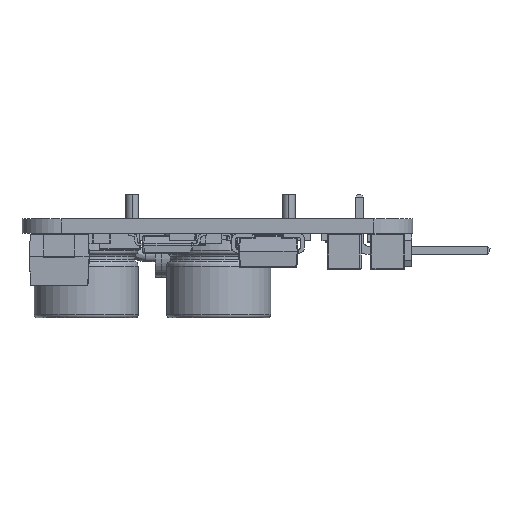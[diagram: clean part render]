
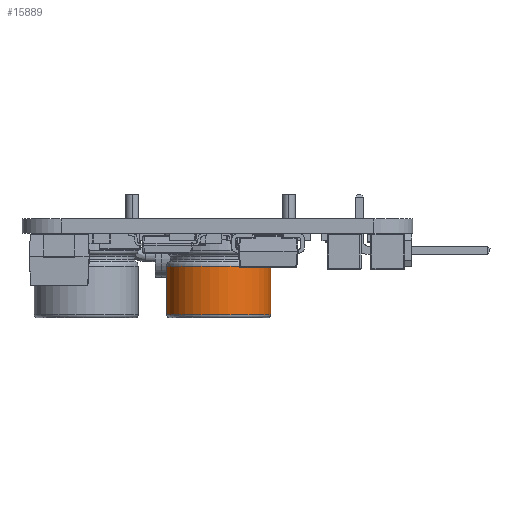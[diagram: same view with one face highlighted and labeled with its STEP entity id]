
A CAD part, left-side view. The second image highlights one B-rep face of the part: STEP entity #15889.
In plain terms, the highlighted cylindrical face has radius 4 mm (diameter 8 mm), a full revolution.
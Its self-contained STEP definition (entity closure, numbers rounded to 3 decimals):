
#15841 = EDGE_CURVE('',#15842,#15844,#15846,.T.);
#15842 = VERTEX_POINT('',#15843);
#15843 = CARTESIAN_POINT('',(4.,0.,6.25));
#15844 = VERTEX_POINT('',#15845);
#15845 = CARTESIAN_POINT('',(-4.,0.,6.25));
#15846 = CIRCLE('',#15847,4.);
#15847 = AXIS2_PLACEMENT_3D('',#15848,#15849,#15850);
#15848 = CARTESIAN_POINT('',(0.,0.,6.25));
#15849 = DIRECTION('',(0.,0.,1.));
#15850 = DIRECTION('',(-1.,0.,0.));
#15852 = EDGE_CURVE('',#15844,#15842,#15853,.T.);
#15853 = CIRCLE('',#15854,4.);
#15854 = AXIS2_PLACEMENT_3D('',#15855,#15856,#15857);
#15855 = CARTESIAN_POINT('',(0.,0.,6.25));
#15856 = DIRECTION('',(0.,0.,1.));
#15857 = DIRECTION('',(-1.,0.,0.));
#15889 = ADVANCED_FACE('',(#15890),#15919,.T.);
#15890 = FACE_BOUND('',#15891,.T.);
#15891 = EDGE_LOOP('',(#15892,#15903,#15910,#15916,#15917,#15918));
#15892 = ORIENTED_EDGE('',*,*,#15893,.F.);
#15893 = EDGE_CURVE('',#15894,#15896,#15898,.T.);
#15894 = VERTEX_POINT('',#15895);
#15895 = CARTESIAN_POINT('',(4.,0.,2.521));
#15896 = VERTEX_POINT('',#15897);
#15897 = CARTESIAN_POINT('',(-4.,0.,2.521));
#15898 = CIRCLE('',#15899,4.);
#15899 = AXIS2_PLACEMENT_3D('',#15900,#15901,#15902);
#15900 = CARTESIAN_POINT('',(0.,0.,2.521));
#15901 = DIRECTION('',(0.,0.,-1.));
#15902 = DIRECTION('',(1.,0.,0.));
#15903 = ORIENTED_EDGE('',*,*,#15904,.F.);
#15904 = EDGE_CURVE('',#15896,#15894,#15905,.T.);
#15905 = CIRCLE('',#15906,4.);
#15906 = AXIS2_PLACEMENT_3D('',#15907,#15908,#15909);
#15907 = CARTESIAN_POINT('',(0.,0.,2.521));
#15908 = DIRECTION('',(0.,0.,-1.));
#15909 = DIRECTION('',(1.,0.,0.));
#15910 = ORIENTED_EDGE('',*,*,#15911,.T.);
#15911 = EDGE_CURVE('',#15896,#15844,#15912,.T.);
#15912 = LINE('',#15913,#15914);
#15913 = CARTESIAN_POINT('',(-4.,0.,4.51));
#15914 = VECTOR('',#15915,1.);
#15915 = DIRECTION('',(0.,0.,1.));
#15916 = ORIENTED_EDGE('',*,*,#15841,.F.);
#15917 = ORIENTED_EDGE('',*,*,#15852,.F.);
#15918 = ORIENTED_EDGE('',*,*,#15911,.F.);
#15919 = CYLINDRICAL_SURFACE('',#15920,4.);
#15920 = AXIS2_PLACEMENT_3D('',#15921,#15922,#15923);
#15921 = CARTESIAN_POINT('',(0.,0.,4.51));
#15922 = DIRECTION('',(0.,0.,-1.));
#15923 = DIRECTION('',(1.,0.,0.));
